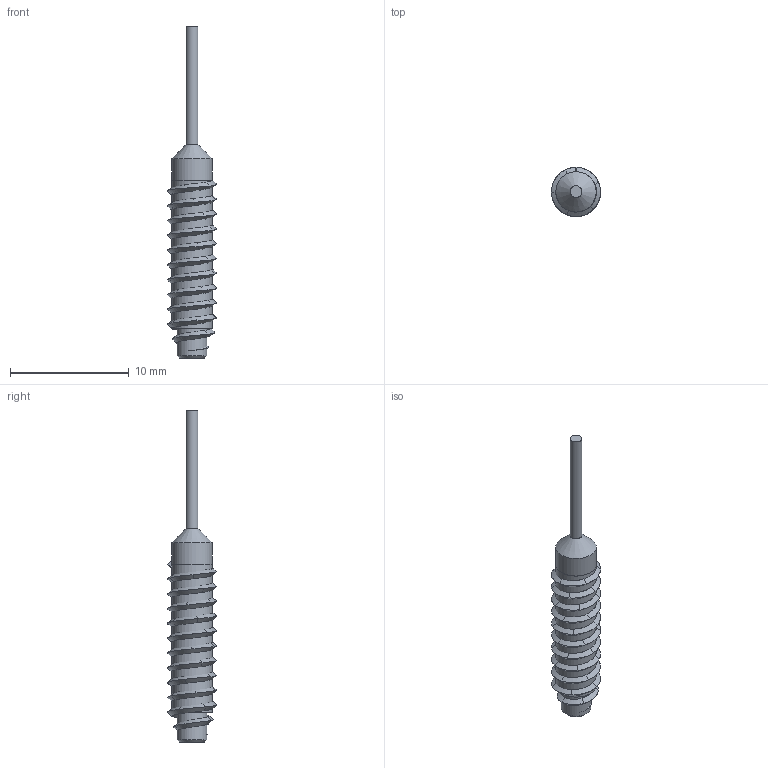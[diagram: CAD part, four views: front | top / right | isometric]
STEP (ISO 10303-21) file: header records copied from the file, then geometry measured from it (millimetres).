
FILE_DESCRIPTION(/* description */ (''),/* implementation_level */ '2;1');
FILE_NAME(/* name */ 'FM4-C24P-P1.stp',/* time_stamp */ '2022-11-01T14:27:40+08:00',/* author */ (''),/* organization */ (''),/* preprocessor_version */ 'ST-DEVELOPER v16',/* originating_system */ 'SIEMENS PLM Software NX 10.0',/* authorisation */ '');
FILE_SCHEMA (('AP203_CONFIGURATION_CONTROLLED_3D_DESIGN_OF_MECHANICAL_PARTS_AND_ASSEMBLIES_MIM_LF { 1 0 10303 403 2 1 2}'));
Length unit declared in the file: millimetre
Products named in the file (1): Admi1C28AAA3ncvs
Bounding box: 4.14 x 4.15 x 28 mm (x, y, z)
Surface area: 485.5 mm2 (no closed solid volume)
Topology: 0 solids, 270 shells, 270 faces, 1062 edges, 1056 vertices
Faces by surface type: bspline 254, plane 10, cylinder 4, cone 2
Full cylindrical faces by diameter (mm): 1 x1, 2.5 x1, 3.4 x2
Entity records: 20755 total; most frequent: CARTESIAN_POINT 14700, ORIENTED_EDGE 1056, VERTEX_POINT 1056, EDGE_CURVE 1056, B_SPLINE_CURVE_WITH_KNOTS 1038, EDGE_LOOP 276, SHELL_BASED_SURFACE_MODEL 270, OPEN_SHELL 270
